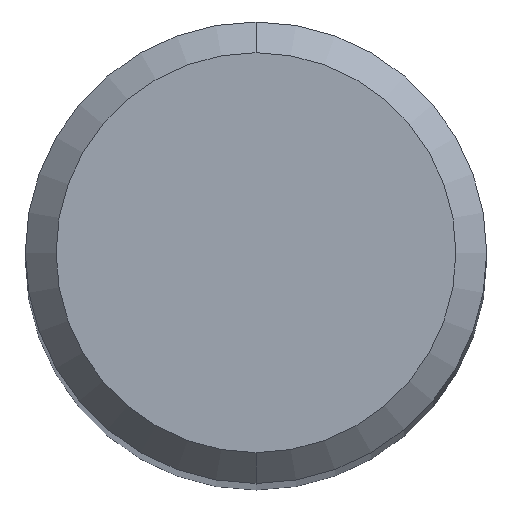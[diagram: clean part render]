
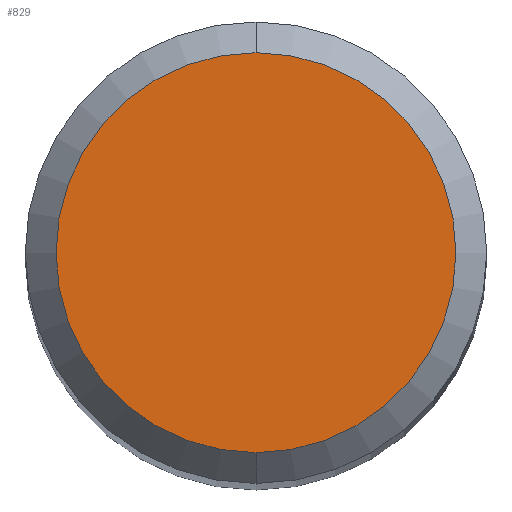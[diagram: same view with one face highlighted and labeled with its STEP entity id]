
A CAD part, top view. The second image highlights one B-rep face of the part: STEP entity #829.
In plain terms, the highlighted planar face has unit normal (0, 0, 1).
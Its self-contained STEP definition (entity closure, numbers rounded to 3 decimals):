
#491=VERTEX_POINT('',#1114);
#601=VERTEX_POINT('',#1231);
#691=EDGE_CURVE('',#491,#601,#1328,.T.);
#795=EDGE_CURVE('',#601,#491,#1446,.T.);
#829=ADVANCED_FACE('',(#1486),#1487,.T.);
#1114=CARTESIAN_POINT('',(0.0,2.6,0.0));
#1231=CARTESIAN_POINT('',(0.,-2.6,0.0));
#1328=CIRCLE('',#4325,2.6);
#1446=CIRCLE('',#4621,2.6);
#1486=FACE_OUTER_BOUND('',#5387,.T.);
#1487=PLANE('',#5388);
#4325=AXIS2_PLACEMENT_3D('',#6713,#6714,#6715);
#4621=AXIS2_PLACEMENT_3D('',#6882,#6883,#6884);
#5387=EDGE_LOOP('',(#6942,#6943));
#5388=AXIS2_PLACEMENT_3D('',#6944,#6945,#6946);
#6713=CARTESIAN_POINT('',(0.0,0.0,0.0));
#6714=DIRECTION('',(0.0,0.0,-1.0));
#6715=DIRECTION('',(0.0,1.0,0.0));
#6882=CARTESIAN_POINT('',(0.0,0.0,0.0));
#6883=DIRECTION('',(0.0,0.0,-1.0));
#6884=DIRECTION('',(0.0,1.0,0.0));
#6942=ORIENTED_EDGE('',*,*,#691,.F.);
#6943=ORIENTED_EDGE('',*,*,#795,.F.);
#6944=CARTESIAN_POINT('',(0.0,1.3,0.0));
#6945=DIRECTION('',(-0.0,0.0,1.0));
#6946=DIRECTION('',(0.0,-1.0,0.0));
